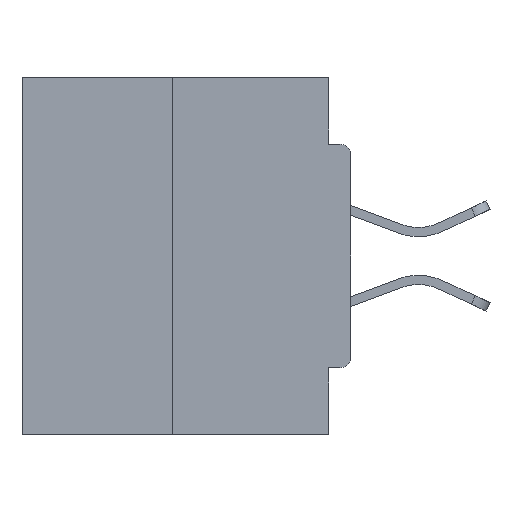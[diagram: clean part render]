
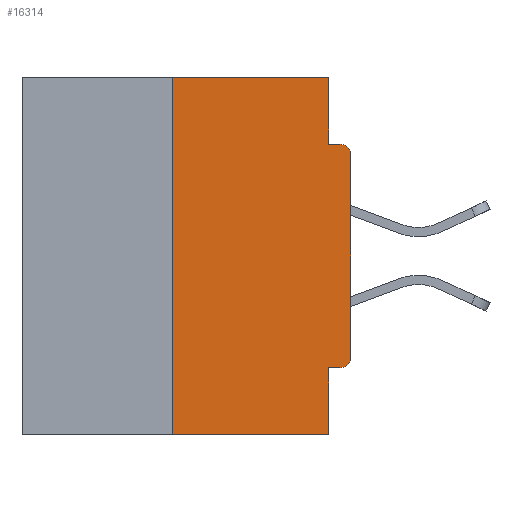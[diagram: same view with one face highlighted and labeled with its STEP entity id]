
A CAD part, left-side view. The second image highlights one B-rep face of the part: STEP entity #16314.
In plain terms, the highlighted planar face has unit normal (-1, 0, 0).
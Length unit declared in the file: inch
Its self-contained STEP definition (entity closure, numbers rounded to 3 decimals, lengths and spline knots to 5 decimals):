
#595 = DIRECTION ( 'NONE',  ( 0., 0., -1. ) ) ;
#674 = ORIENTED_EDGE ( 'NONE', *, *, #12436, .T. ) ;
#2438 = CARTESIAN_POINT ( 'NONE',  ( 0., 0.015, -0.3915 ) ) ;
#2802 = ORIENTED_EDGE ( 'NONE', *, *, #23121, .T. ) ;
#2853 = CARTESIAN_POINT ( 'NONE',  ( 0., 0., -0.1085 ) ) ;
#3775 = VERTEX_POINT ( 'NONE', #21596 ) ;
#4047 = CARTESIAN_POINT ( 'NONE',  ( 0., 0.25, 0. ) ) ;
#4271 = EDGE_CURVE ( 'NONE', #9133, #32884, #33906, .T. ) ;
#5218 = DIRECTION ( 'NONE',  ( 0., 0., -1. ) ) ;
#5745 = CARTESIAN_POINT ( 'NONE',  ( 0., 0., -0.0935 ) ) ;
#5975 = LINE ( 'NONE', #17513, #27092 ) ;
#6282 = PLANE ( 'NONE',  #34282 ) ;
#6894 = VECTOR ( 'NONE', #11217, 39.37008 ) ;
#7456 = CARTESIAN_POINT ( 'NONE',  ( 0., 0.015, -0.1085 ) ) ;
#7761 = ORIENTED_EDGE ( 'NONE', *, *, #4271, .F. ) ;
#8692 = DIRECTION ( 'NONE',  ( 0., 1., 0. ) ) ;
#8914 = VERTEX_POINT ( 'NONE', #20268 ) ;
#9129 = FACE_OUTER_BOUND ( 'NONE', #36266, .T. ) ;
#9133 = VERTEX_POINT ( 'NONE', #23235 ) ;
#9449 = EDGE_CURVE ( 'NONE', #18496, #18897, #9724, .T. ) ;
#9724 = CIRCLE ( 'NONE', #20045, 0.015 ) ;
#10127 = VERTEX_POINT ( 'NONE', #24774 ) ;
#10467 = CARTESIAN_POINT ( 'NONE',  ( 0., 0.46, 0. ) ) ;
#11217 = DIRECTION ( 'NONE',  ( 0., -1., 0. ) ) ;
#11614 = VERTEX_POINT ( 'NONE', #15920 ) ;
#11665 = DIRECTION ( 'NONE',  ( 0., 0., -1. ) ) ;
#12436 = EDGE_CURVE ( 'NONE', #10127, #18496, #12797, .T. ) ;
#12797 = LINE ( 'NONE', #27046, #20777 ) ;
#12895 = ORIENTED_EDGE ( 'NONE', *, *, #23698, .T. ) ;
#13353 = DIRECTION ( 'NONE',  ( 0., 0., 1. ) ) ;
#13445 = ORIENTED_EDGE ( 'NONE', *, *, #31524, .F. ) ;
#13734 = CARTESIAN_POINT ( 'NONE',  ( 0., 0.031, 0. ) ) ;
#13900 = DIRECTION ( 'NONE',  ( -1., 0., 0. ) ) ;
#14838 = EDGE_CURVE ( 'NONE', #11614, #18897, #31737, .T. ) ;
#15014 = CARTESIAN_POINT ( 'NONE',  ( 0., 0.46, 0. ) ) ;
#15920 = CARTESIAN_POINT ( 'NONE',  ( 0., 0.031, -0.0935 ) ) ;
#16085 = ORIENTED_EDGE ( 'NONE', *, *, #33117, .F. ) ;
#16314 = ADVANCED_FACE ( 'NONE', ( #9129 ), #6282, .F. ) ;
#16673 = LINE ( 'NONE', #22951, #24688 ) ;
#16766 = VERTEX_POINT ( 'NONE', #21419 ) ;
#16974 = CARTESIAN_POINT ( 'NONE',  ( 0., 0.25, 0. ) ) ;
#17513 = CARTESIAN_POINT ( 'NONE',  ( 0., 0.46, -0.5 ) ) ;
#18496 = VERTEX_POINT ( 'NONE', #2853 ) ;
#18576 = AXIS2_PLACEMENT_3D ( 'NONE', #2438, #23088, #11665 ) ;
#18897 = VERTEX_POINT ( 'NONE', #35054 ) ;
#19118 = ORIENTED_EDGE ( 'NONE', *, *, #21784, .F. ) ;
#20045 = AXIS2_PLACEMENT_3D ( 'NONE', #7456, #13900, #34221 ) ;
#20231 = DIRECTION ( 'NONE',  ( 0., 0., -1. ) ) ;
#20268 = CARTESIAN_POINT ( 'NONE',  ( 0., 0.031, -0.4065 ) ) ;
#20777 = VECTOR ( 'NONE', #13353, 39.37008 ) ;
#21419 = CARTESIAN_POINT ( 'NONE',  ( 0., 0.031, 0. ) ) ;
#21596 = CARTESIAN_POINT ( 'NONE',  ( 0., 0.015, -0.4065 ) ) ;
#21784 = EDGE_CURVE ( 'NONE', #8914, #35593, #25920, .T. ) ;
#22041 = DIRECTION ( 'NONE',  ( 0., -1., 0. ) ) ;
#22951 = CARTESIAN_POINT ( 'NONE',  ( 0., 0., -0.4065 ) ) ;
#23088 = DIRECTION ( 'NONE',  ( -1., 0., 0. ) ) ;
#23121 = EDGE_CURVE ( 'NONE', #3775, #10127, #34379, .T. ) ;
#23235 = CARTESIAN_POINT ( 'NONE',  ( 0., 0.25, -0.5 ) ) ;
#23698 = EDGE_CURVE ( 'NONE', #9133, #35593, #5975, .T. ) ;
#24688 = VECTOR ( 'NONE', #8692, 39.37008 ) ;
#24774 = CARTESIAN_POINT ( 'NONE',  ( 0., 0., -0.3915 ) ) ;
#24861 = ORIENTED_EDGE ( 'NONE', *, *, #14838, .F. ) ;
#24885 = LINE ( 'NONE', #10467, #32647 ) ;
#25365 = ORIENTED_EDGE ( 'NONE', *, *, #25534, .F. ) ;
#25534 = EDGE_CURVE ( 'NONE', #3775, #8914, #16673, .T. ) ;
#25920 = LINE ( 'NONE', #36740, #28208 ) ;
#26578 = DIRECTION ( 'NONE',  ( 1., 0., 0. ) ) ;
#27046 = CARTESIAN_POINT ( 'NONE',  ( 0., 0., 0. ) ) ;
#27092 = VECTOR ( 'NONE', #32164, 39.37008 ) ;
#28156 = LINE ( 'NONE', #13734, #31294 ) ;
#28185 = VECTOR ( 'NONE', #34465, 39.37008 ) ;
#28208 = VECTOR ( 'NONE', #20231, 39.37008 ) ;
#31294 = VECTOR ( 'NONE', #5218, 39.37008 ) ;
#31524 = EDGE_CURVE ( 'NONE', #16766, #11614, #28156, .T. ) ;
#31737 = LINE ( 'NONE', #5745, #6894 ) ;
#32164 = DIRECTION ( 'NONE',  ( 0., -1., 0. ) ) ;
#32647 = VECTOR ( 'NONE', #22041, 39.37008 ) ;
#32884 = VERTEX_POINT ( 'NONE', #4047 ) ;
#33117 = EDGE_CURVE ( 'NONE', #32884, #16766, #24885, .T. ) ;
#33906 = LINE ( 'NONE', #16974, #28185 ) ;
#34221 = DIRECTION ( 'NONE',  ( 0., 0., -1. ) ) ;
#34282 = AXIS2_PLACEMENT_3D ( 'NONE', #15014, #26578, #595 ) ;
#34379 = CIRCLE ( 'NONE', #18576, 0.015 ) ;
#34465 = DIRECTION ( 'NONE',  ( 0., 0., 1. ) ) ;
#35054 = CARTESIAN_POINT ( 'NONE',  ( 0., 0.015, -0.0935 ) ) ;
#35593 = VERTEX_POINT ( 'NONE', #37008 ) ;
#35822 = ORIENTED_EDGE ( 'NONE', *, *, #9449, .T. ) ;
#36266 = EDGE_LOOP ( 'NONE', ( #16085, #7761, #12895, #19118, #25365, #2802, #674, #35822, #24861, #13445 ) ) ;
#36740 = CARTESIAN_POINT ( 'NONE',  ( 0., 0.031, -0.5 ) ) ;
#37008 = CARTESIAN_POINT ( 'NONE',  ( 0., 0.031, -0.5 ) ) ;
